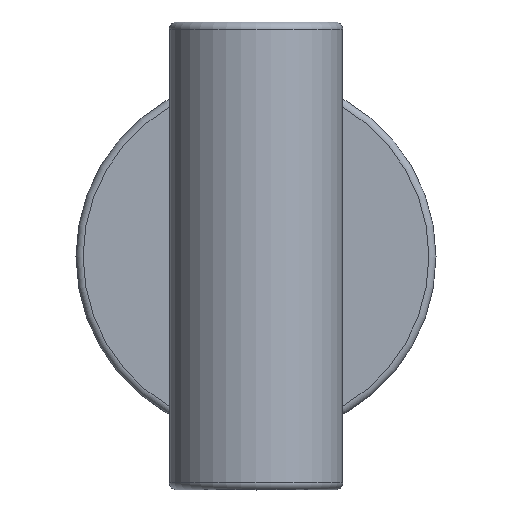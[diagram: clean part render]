
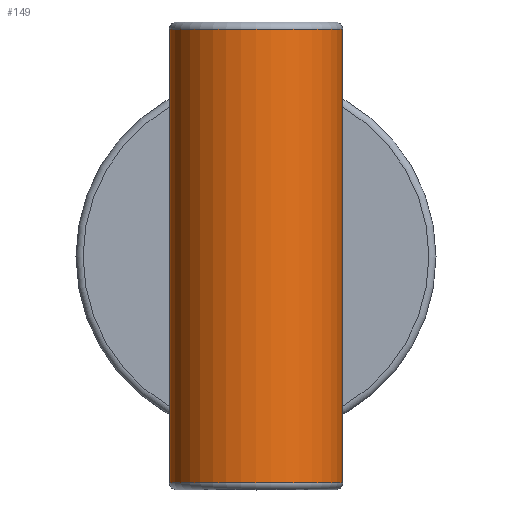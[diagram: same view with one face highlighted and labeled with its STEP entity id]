
A CAD part, top view. The second image highlights one B-rep face of the part: STEP entity #149.
In plain terms, the highlighted cylindrical face has radius 12.219 mm (diameter 24.438 mm), a full revolution.
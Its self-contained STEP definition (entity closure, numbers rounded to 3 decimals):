
#15=B_SPLINE_CURVE_WITH_KNOTS('',3,(#291,#292,#293,#294,#295,#296,#297,
#298,#299,#300,#301,#302,#303,#304,#305,#306,#307,#308,#309,#310,#311,#312,
#313,#314,#315,#316,#317,#318,#319,#320,#321,#322,#323,#324),
 .UNSPECIFIED.,.T.,.F.,(4,2,2,2,2,2,2,2,2,2,2,2,2,2,2,2,4),(0.,0.297,
0.594,0.889,1.184,1.479,1.774,
2.071,2.368,2.665,2.962,3.257,
3.552,3.847,4.142,4.439,4.736),
 .UNSPECIFIED.);
#17=FACE_BOUND('',#50,.T.);
#23=LINE('',#289,#26);
#26=VECTOR('',#243,12.219);
#29=CYLINDRICAL_SURFACE('',#191,12.219);
#37=FACE_OUTER_BOUND('',#49,.T.);
#49=EDGE_LOOP('',(#121,#122,#123,#124,#125,#126));
#50=EDGE_LOOP('',(#127));
#64=CIRCLE('',#189,12.219);
#65=CIRCLE('',#190,12.219);
#66=CIRCLE('',#192,12.219);
#67=CIRCLE('',#193,12.219);
#76=VERTEX_POINT('',#279);
#77=VERTEX_POINT('',#281);
#78=VERTEX_POINT('',#285);
#79=VERTEX_POINT('',#286);
#80=VERTEX_POINT('',#290);
#92=EDGE_CURVE('',#76,#77,#64,.T.);
#93=EDGE_CURVE('',#77,#76,#65,.T.);
#94=EDGE_CURVE('',#78,#79,#66,.T.);
#95=EDGE_CURVE('',#79,#78,#67,.T.);
#96=EDGE_CURVE('',#79,#77,#23,.T.);
#97=EDGE_CURVE('',#80,#80,#15,.T.);
#121=ORIENTED_EDGE('',*,*,#94,.F.);
#122=ORIENTED_EDGE('',*,*,#95,.F.);
#123=ORIENTED_EDGE('',*,*,#96,.T.);
#124=ORIENTED_EDGE('',*,*,#92,.F.);
#125=ORIENTED_EDGE('',*,*,#93,.F.);
#126=ORIENTED_EDGE('',*,*,#96,.F.);
#127=ORIENTED_EDGE('',*,*,#97,.F.);
#149=ADVANCED_FACE('',(#37,#17),#29,.T.);
#189=AXIS2_PLACEMENT_3D('',#282,#233,#234);
#190=AXIS2_PLACEMENT_3D('',#283,#235,#236);
#191=AXIS2_PLACEMENT_3D('',#284,#237,#238);
#192=AXIS2_PLACEMENT_3D('',#287,#239,#240);
#193=AXIS2_PLACEMENT_3D('',#288,#241,#242);
#233=DIRECTION('center_axis',(0.,-1.,0.));
#234=DIRECTION('ref_axis',(1.,0.,0.));
#235=DIRECTION('center_axis',(0.,-1.,0.));
#236=DIRECTION('ref_axis',(1.,0.,0.));
#237=DIRECTION('center_axis',(0.,1.,0.));
#238=DIRECTION('ref_axis',(-1.,0.,0.));
#239=DIRECTION('center_axis',(0.,1.,0.));
#240=DIRECTION('ref_axis',(1.,0.,0.));
#241=DIRECTION('center_axis',(0.,1.,0.));
#242=DIRECTION('ref_axis',(1.,0.,0.));
#243=DIRECTION('',(0.,-1.,0.));
#279=CARTESIAN_POINT('',(0.,-32.,75.719));
#281=CARTESIAN_POINT('',(12.219,-32.,63.5));
#282=CARTESIAN_POINT('Origin',(0.,-32.,63.5));
#283=CARTESIAN_POINT('Origin',(0.,-32.,63.5));
#284=CARTESIAN_POINT('Origin',(0.,0.,63.5));
#285=CARTESIAN_POINT('',(0.,32.,51.281));
#286=CARTESIAN_POINT('',(12.219,32.,63.5));
#287=CARTESIAN_POINT('Origin',(0.,32.,63.5));
#288=CARTESIAN_POINT('Origin',(0.,32.,63.5));
#289=CARTESIAN_POINT('',(12.219,0.,63.5));
#290=CARTESIAN_POINT('',(7.595,0.,53.928));
#291=CARTESIAN_POINT('Ctrl Pts',(7.595,0.,
53.928));
#292=CARTESIAN_POINT('Ctrl Pts',(7.595,-0.99,53.928));
#293=CARTESIAN_POINT('Ctrl Pts',(7.391,-2.017,53.758));
#294=CARTESIAN_POINT('Ctrl Pts',(6.61,-3.874,53.212));
#295=CARTESIAN_POINT('Ctrl Pts',(6.032,-4.709,52.848));
#296=CARTESIAN_POINT('Ctrl Pts',(4.714,-6.027,52.203));
#297=CARTESIAN_POINT('Ctrl Pts',(3.878,-6.608,51.873));
#298=CARTESIAN_POINT('Ctrl Pts',(2.013,-7.393,51.41));
#299=CARTESIAN_POINT('Ctrl Pts',(0.983,-7.595,51.281));
#300=CARTESIAN_POINT('Ctrl Pts',(-0.983,-7.595,51.281));
#301=CARTESIAN_POINT('Ctrl Pts',(-2.013,-7.393,51.41));
#302=CARTESIAN_POINT('Ctrl Pts',(-3.878,-6.608,51.873));
#303=CARTESIAN_POINT('Ctrl Pts',(-4.714,-6.027,52.203));
#304=CARTESIAN_POINT('Ctrl Pts',(-6.032,-4.709,52.848));
#305=CARTESIAN_POINT('Ctrl Pts',(-6.61,-3.874,53.212));
#306=CARTESIAN_POINT('Ctrl Pts',(-7.391,-2.017,53.758));
#307=CARTESIAN_POINT('Ctrl Pts',(-7.595,-0.99,53.928));
#308=CARTESIAN_POINT('Ctrl Pts',(-7.595,0.99,53.928));
#309=CARTESIAN_POINT('Ctrl Pts',(-7.391,2.017,53.758));
#310=CARTESIAN_POINT('Ctrl Pts',(-6.61,3.874,53.212));
#311=CARTESIAN_POINT('Ctrl Pts',(-6.032,4.709,52.848));
#312=CARTESIAN_POINT('Ctrl Pts',(-4.714,6.027,52.203));
#313=CARTESIAN_POINT('Ctrl Pts',(-3.878,6.608,51.873));
#314=CARTESIAN_POINT('Ctrl Pts',(-2.013,7.393,51.41));
#315=CARTESIAN_POINT('Ctrl Pts',(-0.983,7.595,51.281));
#316=CARTESIAN_POINT('Ctrl Pts',(0.983,7.595,51.281));
#317=CARTESIAN_POINT('Ctrl Pts',(2.013,7.393,51.41));
#318=CARTESIAN_POINT('Ctrl Pts',(3.878,6.608,51.873));
#319=CARTESIAN_POINT('Ctrl Pts',(4.714,6.027,52.203));
#320=CARTESIAN_POINT('Ctrl Pts',(6.032,4.709,52.848));
#321=CARTESIAN_POINT('Ctrl Pts',(6.61,3.874,53.212));
#322=CARTESIAN_POINT('Ctrl Pts',(7.391,2.017,53.758));
#323=CARTESIAN_POINT('Ctrl Pts',(7.595,0.99,53.928));
#324=CARTESIAN_POINT('Ctrl Pts',(7.595,0.,
53.928));
